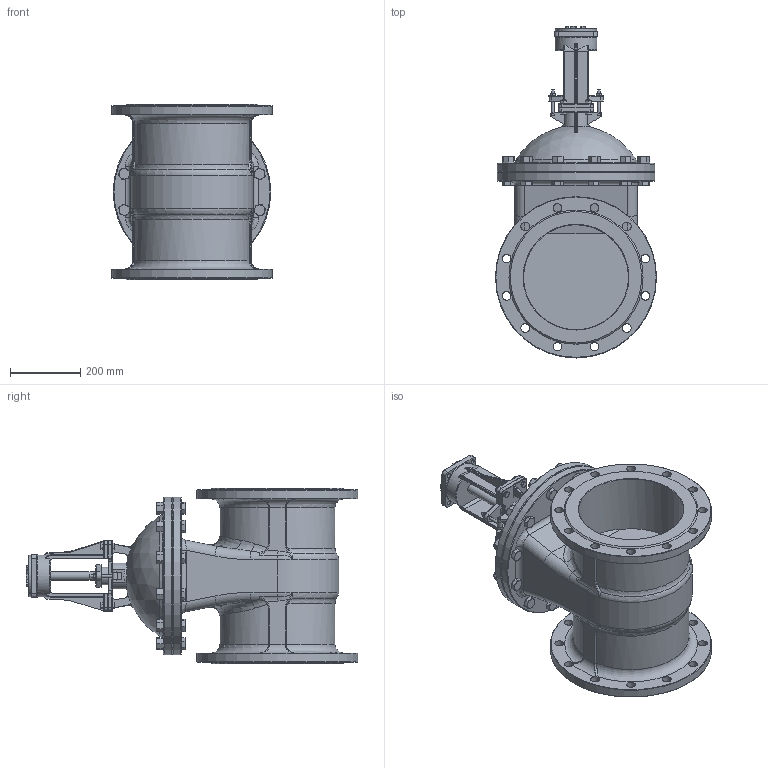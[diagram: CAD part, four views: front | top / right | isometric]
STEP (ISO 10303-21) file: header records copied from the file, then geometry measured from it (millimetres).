
FILE_DESCRIPTION(/* description */ (''),/* implementation_level */ '2;1');
FILE_NAME(/* name */ 'DN300_3D_STEP.stp',/* time_stamp */ '2025-09-15T23:05:11+03:00',/* author */ ('igorr'),/* organization */ (''),/* preprocessor_version */ 'ST-DEVELOPER v20',/* originating_system */ 'Autodesk Inventor 2025',/* authorisation */ '');
FILE_SCHEMA (('AUTOMOTIVE_DESIGN { 1 0 10303 214 3 1 1 }'));
Length unit declared in the file: millimetre
Products named in the file (7): Сборка; Деталь1; AS 1110 - M10 x 35; ANSI B18.2.4.2M - M10x1,5; ANSI B18.2.4.2M - M8x1,25; ANSI B18.2.4.2M - M20x2,5; AS 1110 - M20 x 70
Assembly tree (35 placements, depth 2):
  Сборка
    Деталь1
    AS 1110 - M10 x 35  x4
    ANSI B18.2.4.2M - M10x1,5  x4
    ANSI B18.2.4.2M - M8x1,25  x2
    ANSI B18.2.4.2M - M20x2,5  x12
    AS 1110 - M20 x 70  x12
Bounding box: 460 x 947.75 x 500 mm (x, y, z)
Volume: 48827419.6 mm3; surface area: 2350155.2 mm2
Topology: 39 solids, 39 shells, 1341 faces, 3174 edges, 1942 vertices
Faces by surface type: plane 593, cone 306, cylinder 289, bspline 90, torus 58, sphere 5
Full cylindrical faces by diameter (mm): 6.647 x2, 7 x4, 8 x4, 8.376 x4, 10 x4, 12 x16, 15 x2, 16 x4, 17.294 x12, 20 x36, 25 x25, 27.9 x12, 30 x13, 45 x1, 50 x1, 65 x1, 75 x1, 108 x1, 118 x1, 119.922 x1, 300 x2, 350 x1, 450 x2, 460 x2
Entity records: 27983 total; most frequent: CARTESIAN_POINT 10062, ORIENTED_EDGE 3602, DIRECTION 3455, EDGE_CURVE 1801, AXIS2_PLACEMENT_3D 1357, VERTEX_POINT 1131, EDGE_LOOP 856, LINE 741
